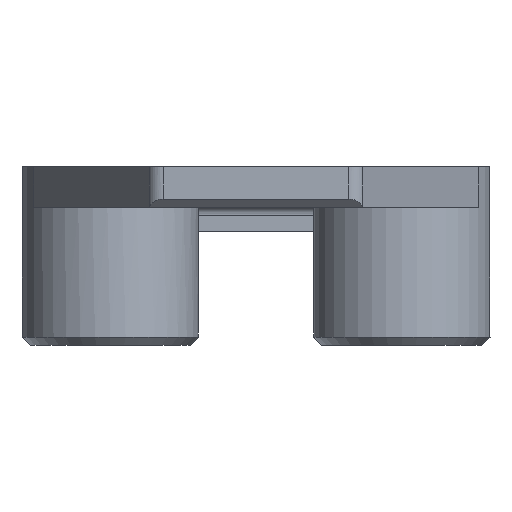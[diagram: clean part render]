
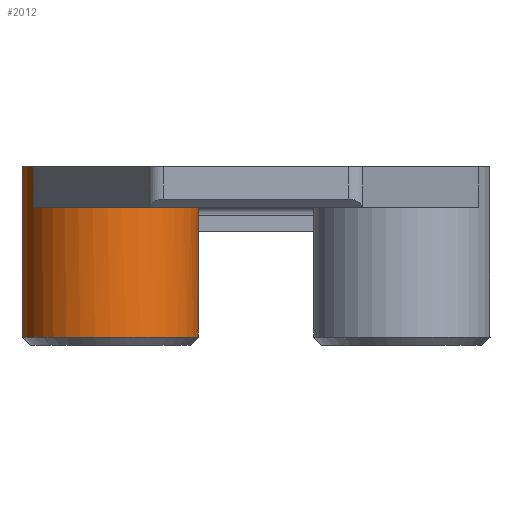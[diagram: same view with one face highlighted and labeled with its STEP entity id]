
A CAD part, front view. The second image highlights one B-rep face of the part: STEP entity #2012.
In plain terms, the highlighted cylindrical face has radius 11 mm (diameter 22 mm), a full revolution.
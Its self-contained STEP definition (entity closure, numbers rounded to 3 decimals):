
#164=FACE_OUTER_BOUND('',#287,.T.);
#287=EDGE_LOOP('',(#1544,#1545,#1546,#1547,#1548,#1549,#1550,#1551));
#416=CIRCLE('',#2133,11.);
#453=CIRCLE('',#2201,11.);
#454=CIRCLE('',#2202,11.);
#455=CIRCLE('',#2203,11.);
#536=LINE('',#3108,#716);
#568=LINE('',#3247,#748);
#569=LINE('',#3250,#749);
#716=VECTOR('',#2460,1000.);
#748=VECTOR('',#2604,11.);
#749=VECTOR('',#2607,1000.);
#901=VERTEX_POINT('',#3064);
#902=VERTEX_POINT('',#3065);
#921=VERTEX_POINT('',#3106);
#959=VERTEX_POINT('',#3244);
#960=VERTEX_POINT('',#3246);
#961=VERTEX_POINT('',#3248);
#1101=EDGE_CURVE('',#901,#902,#416,.T.);
#1122=EDGE_CURVE('',#901,#921,#536,.T.);
#1184=EDGE_CURVE('',#959,#959,#453,.T.);
#1185=EDGE_CURVE('',#959,#960,#568,.T.);
#1186=EDGE_CURVE('',#961,#960,#454,.T.);
#1187=EDGE_CURVE('',#902,#961,#569,.T.);
#1188=EDGE_CURVE('',#960,#921,#455,.T.);
#1544=ORIENTED_EDGE('',*,*,#1184,.F.);
#1545=ORIENTED_EDGE('',*,*,#1185,.T.);
#1546=ORIENTED_EDGE('',*,*,#1186,.F.);
#1547=ORIENTED_EDGE('',*,*,#1187,.F.);
#1548=ORIENTED_EDGE('',*,*,#1101,.F.);
#1549=ORIENTED_EDGE('',*,*,#1122,.T.);
#1550=ORIENTED_EDGE('',*,*,#1188,.F.);
#1551=ORIENTED_EDGE('',*,*,#1185,.F.);
#1948=CYLINDRICAL_SURFACE('',#2200,11.);
#2012=ADVANCED_FACE('',(#164),#1948,.T.);
#2133=AXIS2_PLACEMENT_3D('',#3066,#2424,#2425);
#2200=AXIS2_PLACEMENT_3D('',#3243,#2600,#2601);
#2201=AXIS2_PLACEMENT_3D('',#3245,#2602,#2603);
#2202=AXIS2_PLACEMENT_3D('',#3249,#2605,#2606);
#2203=AXIS2_PLACEMENT_3D('',#3251,#2608,#2609);
#2424=DIRECTION('center_axis',(0.,0.,1.));
#2425=DIRECTION('ref_axis',(1.,0.,0.));
#2460=DIRECTION('',(0.,0.,1.));
#2600=DIRECTION('center_axis',(0.,0.,-1.));
#2601=DIRECTION('ref_axis',(1.,0.,0.));
#2602=DIRECTION('center_axis',(0.,0.,-1.));
#2603=DIRECTION('ref_axis',(1.,0.,0.));
#2604=DIRECTION('',(0.,0.,1.));
#2605=DIRECTION('center_axis',(0.,0.,1.));
#2606=DIRECTION('ref_axis',(1.,0.,0.));
#2607=DIRECTION('',(0.,0.,1.));
#2608=DIRECTION('center_axis',(0.,0.,1.));
#2609=DIRECTION('ref_axis',(1.,0.,0.));
#3064=CARTESIAN_POINT('',(-23.147,45.697,18.));
#3065=CARTESIAN_POINT('',(-17.66,61.433,18.));
#3066=CARTESIAN_POINT('Origin',(-13.623,51.201,18.));
#3106=CARTESIAN_POINT('',(-23.147,45.697,23.));
#3108=CARTESIAN_POINT('',(-23.147,45.697,18.));
#3243=CARTESIAN_POINT('Origin',(-13.623,51.201,18.));
#3244=CARTESIAN_POINT('',(-24.623,51.201,1.8));
#3245=CARTESIAN_POINT('Origin',(-13.623,51.201,1.8));
#3246=CARTESIAN_POINT('',(-24.623,51.201,23.));
#3247=CARTESIAN_POINT('',(-24.623,51.201,18.));
#3248=CARTESIAN_POINT('',(-17.66,61.433,23.));
#3249=CARTESIAN_POINT('Origin',(-13.623,51.201,23.));
#3250=CARTESIAN_POINT('',(-17.66,61.433,0.));
#3251=CARTESIAN_POINT('Origin',(-13.623,51.201,23.));
